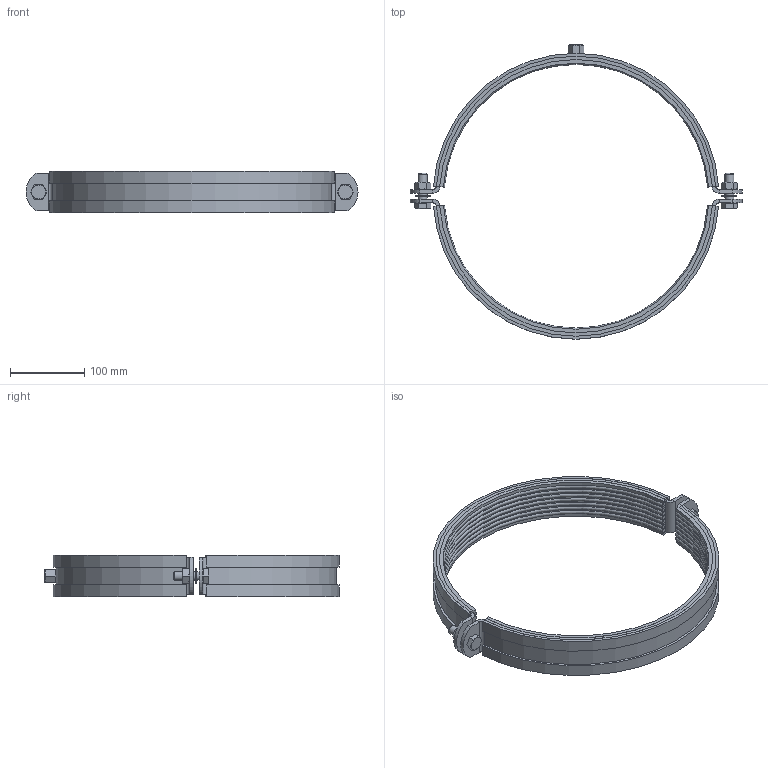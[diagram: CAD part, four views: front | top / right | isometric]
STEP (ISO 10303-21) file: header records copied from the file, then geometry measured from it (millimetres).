
FILE_DESCRIPTION((''),'2;1');
FILE_NAME('122321.stp','2011-07-13T11:22:03',('DMK009'),(''),'Autodesk Inventor 2012','Autodesk Inventor 2012','');
FILE_SCHEMA(('AUTOMOTIVE_DESIGN { 1 0 10303 214 1 1 1 1 }'));
Length unit declared in the file: millimetre
Products named in the file (1): 122321
Bounding box: 447 x 396.5 x 56.2 mm (x, y, z)
Volume: 761533.9 mm3; surface area: 379147.9 mm2
Topology: 1 solids, 1 shells, 246 faces, 654 edges, 412 vertices
Faces by surface type: plane 99, cylinder 95, torus 28, cone 23, sphere 1
Full cylindrical faces by diameter (mm): 10.106 x1, 11.053 x2, 12 x6, 13 x4, 17.2 x2, 20 x2
Entity records: 7748 total; most frequent: CARTESIAN_POINT 1416, DIRECTION 1348, ORIENTED_EDGE 1234, EDGE_CURVE 617, AXIS2_PLACEMENT_3D 539, VERTEX_POINT 403, EDGE_LOOP 310, CIRCLE 292
